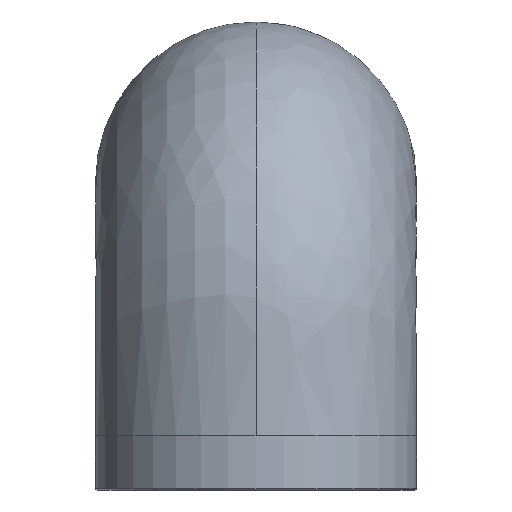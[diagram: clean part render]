
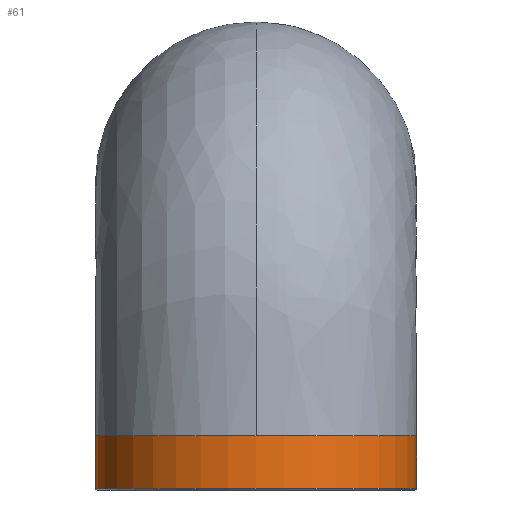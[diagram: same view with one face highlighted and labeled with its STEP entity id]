
A CAD part, front view. The second image highlights one B-rep face of the part: STEP entity #61.
In plain terms, the highlighted cylindrical face has radius 44.5 mm (diameter 89 mm), a partial arc.
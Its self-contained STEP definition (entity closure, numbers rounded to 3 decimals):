
#61=ADVANCED_FACE('',(#130),#131,.T.);
#130=FACE_OUTER_BOUND('',#685,.T.);
#131=CYLINDRICAL_SURFACE('',#686,44.5);
#685=EDGE_LOOP('',(#1268,#1269,#1270,#1271,#1272));
#686=AXIS2_PLACEMENT_3D('',#1273,#1274,#1275);
#1268=ORIENTED_EDGE('',*,*,#1430,.F.);
#1269=ORIENTED_EDGE('',*,*,#1431,.F.);
#1270=ORIENTED_EDGE('',*,*,#1432,.F.);
#1271=ORIENTED_EDGE('',*,*,#1394,.F.);
#1272=ORIENTED_EDGE('',*,*,#1433,.F.);
#1273=CARTESIAN_POINT('',(0.0,0.0,0.0));
#1274=DIRECTION('',(-0.0,0.0,-1.0));
#1275=DIRECTION('',(-1.0,0.0,0.0));
#1394=EDGE_CURVE('',#1473,#1475,#1476,.T.);
#1430=EDGE_CURVE('',#1536,#1537,#1538,.T.);
#1431=EDGE_CURVE('',#1539,#1536,#1540,.T.);
#1432=EDGE_CURVE('',#1475,#1539,#1541,.T.);
#1433=EDGE_CURVE('',#1537,#1473,#1542,.T.);
#1473=VERTEX_POINT('',#1595);
#1475=VERTEX_POINT('',#1608);
#1476=CIRCLE('',#1609,44.5);
#1536=VERTEX_POINT('',#1685);
#1537=VERTEX_POINT('',#1686);
#1538=LINE('',#1687,#1688);
#1539=VERTEX_POINT('',#1689);
#1540=CIRCLE('',#1690,44.5);
#1541=LINE('',#1691,#1692);
#1542=CIRCLE('',#1693,44.5);
#1595=CARTESIAN_POINT('',(0.,-44.5,15.0));
#1608=CARTESIAN_POINT('',(44.5,0.,15.0));
#1609=AXIS2_PLACEMENT_3D('',#1733,#1734,#1735);
#1685=CARTESIAN_POINT('',(-44.5,0.,0.5));
#1686=CARTESIAN_POINT('',(-44.5,0.,15.0));
#1687=CARTESIAN_POINT('',(-44.5,0.,7.753));
#1688=VECTOR('',#1798,1.0);
#1689=CARTESIAN_POINT('',(44.5,0.,0.5));
#1690=AXIS2_PLACEMENT_3D('',#1799,#1800,#1801);
#1691=CARTESIAN_POINT('',(44.5,0.,7.753));
#1692=VECTOR('',#1802,1.0);
#1693=AXIS2_PLACEMENT_3D('',#1803,#1804,#1805);
#1733=CARTESIAN_POINT('',(0.0,0.0,15.0));
#1734=DIRECTION('',(0.0,0.0,1.0));
#1735=DIRECTION('',(-1.0,0.0,0.0));
#1798=DIRECTION('',(-0.0,-0.0,1.0));
#1799=CARTESIAN_POINT('',(0.0,0.0,0.5));
#1800=DIRECTION('',(0.0,0.0,-1.0));
#1801=DIRECTION('',(-1.0,0.0,0.0));
#1802=DIRECTION('',(-0.0,-0.0,-1.0));
#1803=CARTESIAN_POINT('',(0.0,0.0,15.0));
#1804=DIRECTION('',(0.0,0.0,1.0));
#1805=DIRECTION('',(-1.0,0.0,0.0));
